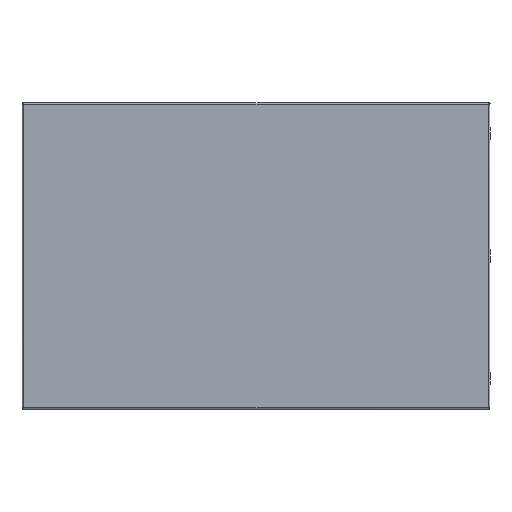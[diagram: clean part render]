
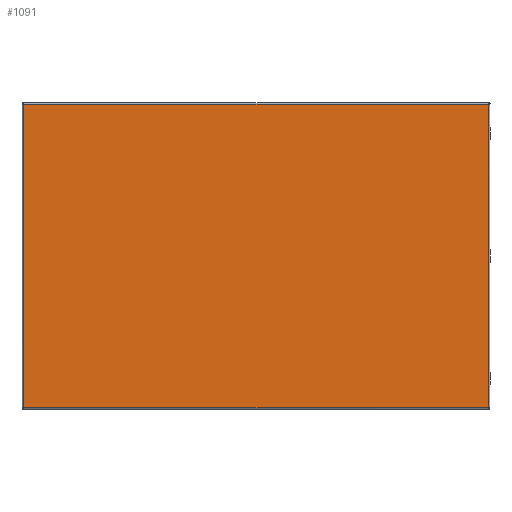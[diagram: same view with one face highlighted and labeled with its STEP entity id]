
A CAD part, top view. The second image highlights one B-rep face of the part: STEP entity #1091.
In plain terms, the highlighted planar face has unit normal (0, 0, 1).
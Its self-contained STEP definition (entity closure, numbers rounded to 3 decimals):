
#79 = FACE_OUTER_BOUND ( 'NONE', #1928, .T. ) ;
#103 = LINE ( 'NONE', #494, #1028 ) ;
#131 = LINE ( 'NONE', #1335, #595 ) ;
#147 = VERTEX_POINT ( 'NONE', #276 ) ;
#276 = CARTESIAN_POINT ( 'NONE',  ( 378.5, -247., 0. ) ) ;
#409 = DIRECTION ( 'NONE',  ( 0., 0., 1. ) ) ;
#482 = VERTEX_POINT ( 'NONE', #1025 ) ;
#494 = CARTESIAN_POINT ( 'NONE',  ( 378.5, -4059.5, 0. ) ) ;
#501 = AXIS2_PLACEMENT_3D ( 'NONE', #1586, #409, #1051 ) ;
#595 = VECTOR ( 'NONE', #2004, 1000. ) ;
#714 = EDGE_CURVE ( 'NONE', #1537, #147, #749, .T. ) ;
#749 = LINE ( 'NONE', #1884, #2021 ) ;
#799 = EDGE_CURVE ( 'NONE', #147, #1959, #103, .T. ) ;
#804 = CARTESIAN_POINT ( 'NONE',  ( 378.5, 247., 0. ) ) ;
#886 = PLANE ( 'NONE',  #501 ) ;
#893 = DIRECTION ( 'NONE',  ( 1., 0., 0. ) ) ;
#984 = ORIENTED_EDGE ( 'NONE', *, *, #1273, .T. ) ;
#1015 = EDGE_CURVE ( 'NONE', #482, #1537, #1214, .T. ) ;
#1025 = CARTESIAN_POINT ( 'NONE',  ( -378.5, 247., 0. ) ) ;
#1028 = VECTOR ( 'NONE', #1988, 1000. ) ;
#1051 = DIRECTION ( 'NONE',  ( 1., 0., 0. ) ) ;
#1091 = ADVANCED_FACE ( 'NONE', ( #79 ), #886, .T. ) ;
#1152 = ORIENTED_EDGE ( 'NONE', *, *, #799, .T. ) ;
#1214 = LINE ( 'NONE', #1888, #1712 ) ;
#1260 = ORIENTED_EDGE ( 'NONE', *, *, #1015, .T. ) ;
#1270 = CARTESIAN_POINT ( 'NONE',  ( -378.5, -247., 0. ) ) ;
#1273 = EDGE_CURVE ( 'NONE', #1959, #482, #131, .T. ) ;
#1335 = CARTESIAN_POINT ( 'NONE',  ( 4191., 247., 0. ) ) ;
#1537 = VERTEX_POINT ( 'NONE', #1270 ) ;
#1586 = CARTESIAN_POINT ( 'NONE',  ( 0., 0., 0. ) ) ;
#1712 = VECTOR ( 'NONE', #1734, 1000. ) ;
#1734 = DIRECTION ( 'NONE',  ( 0., -1., 0. ) ) ;
#1884 = CARTESIAN_POINT ( 'NONE',  ( -4191., -247., 0. ) ) ;
#1888 = CARTESIAN_POINT ( 'NONE',  ( -378.5, 4059.5, 0. ) ) ;
#1928 = EDGE_LOOP ( 'NONE', ( #2028, #1152, #984, #1260 ) ) ;
#1959 = VERTEX_POINT ( 'NONE', #804 ) ;
#1988 = DIRECTION ( 'NONE',  ( 0., 1., 0. ) ) ;
#2004 = DIRECTION ( 'NONE',  ( -1., 0., 0. ) ) ;
#2021 = VECTOR ( 'NONE', #893, 1000. ) ;
#2028 = ORIENTED_EDGE ( 'NONE', *, *, #714, .T. ) ;
